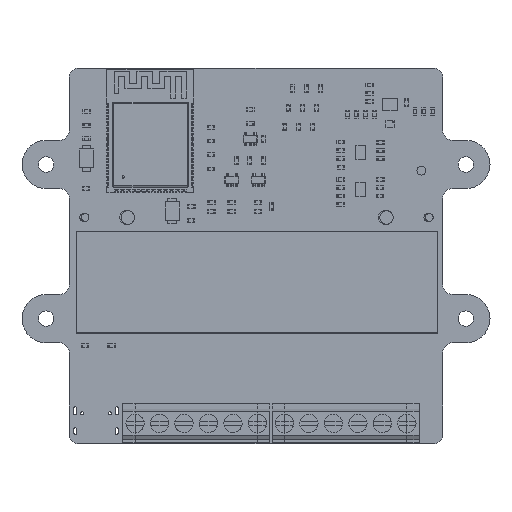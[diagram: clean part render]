
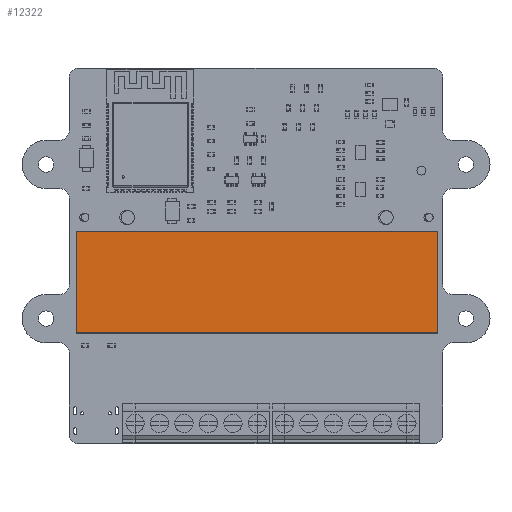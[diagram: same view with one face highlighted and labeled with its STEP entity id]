
A CAD part, top view. The second image highlights one B-rep face of the part: STEP entity #12322.
In plain terms, the highlighted planar face has unit normal (0, 0, 1).
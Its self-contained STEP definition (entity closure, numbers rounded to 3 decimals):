
#12193 = VERTEX_POINT('',#12194);
#12194 = CARTESIAN_POINT('',(-1.8,10.5,21.6));
#12200 = EDGE_CURVE('',#12193,#12201,#12203,.T.);
#12201 = VERTEX_POINT('',#12202);
#12202 = CARTESIAN_POINT('',(73.2,10.5,21.6));
#12203 = LINE('',#12204,#12205);
#12204 = CARTESIAN_POINT('',(-1.8,10.5,21.6));
#12205 = VECTOR('',#12206,1.);
#12206 = DIRECTION('',(1.,0.,0.));
#12231 = EDGE_CURVE('',#12201,#12232,#12234,.T.);
#12232 = VERTEX_POINT('',#12233);
#12233 = CARTESIAN_POINT('',(73.2,-10.5,21.6));
#12234 = LINE('',#12235,#12236);
#12235 = CARTESIAN_POINT('',(73.2,10.5,21.6));
#12236 = VECTOR('',#12237,1.);
#12237 = DIRECTION('',(0.,-1.,0.));
#12262 = EDGE_CURVE('',#12232,#12263,#12265,.T.);
#12263 = VERTEX_POINT('',#12264);
#12264 = CARTESIAN_POINT('',(-1.8,-10.5,21.6));
#12265 = LINE('',#12266,#12267);
#12266 = CARTESIAN_POINT('',(73.2,-10.5,21.6));
#12267 = VECTOR('',#12268,1.);
#12268 = DIRECTION('',(-1.,0.,0.));
#12293 = EDGE_CURVE('',#12263,#12193,#12294,.T.);
#12294 = LINE('',#12295,#12296);
#12295 = CARTESIAN_POINT('',(-1.8,-10.5,21.6));
#12296 = VECTOR('',#12297,1.);
#12297 = DIRECTION('',(0.,1.,0.));
#12322 = ADVANCED_FACE('',(#12323),#12329,.F.);
#12323 = FACE_BOUND('',#12324,.F.);
#12324 = EDGE_LOOP('',(#12325,#12326,#12327,#12328));
#12325 = ORIENTED_EDGE('',*,*,#12200,.T.);
#12326 = ORIENTED_EDGE('',*,*,#12231,.T.);
#12327 = ORIENTED_EDGE('',*,*,#12262,.T.);
#12328 = ORIENTED_EDGE('',*,*,#12293,.T.);
#12329 = PLANE('',#12330);
#12330 = AXIS2_PLACEMENT_3D('',#12331,#12332,#12333);
#12331 = CARTESIAN_POINT('',(35.7,0.,21.6));
#12332 = DIRECTION('',(0.,0.,-1.));
#12333 = DIRECTION('',(-1.,0.,0.));
